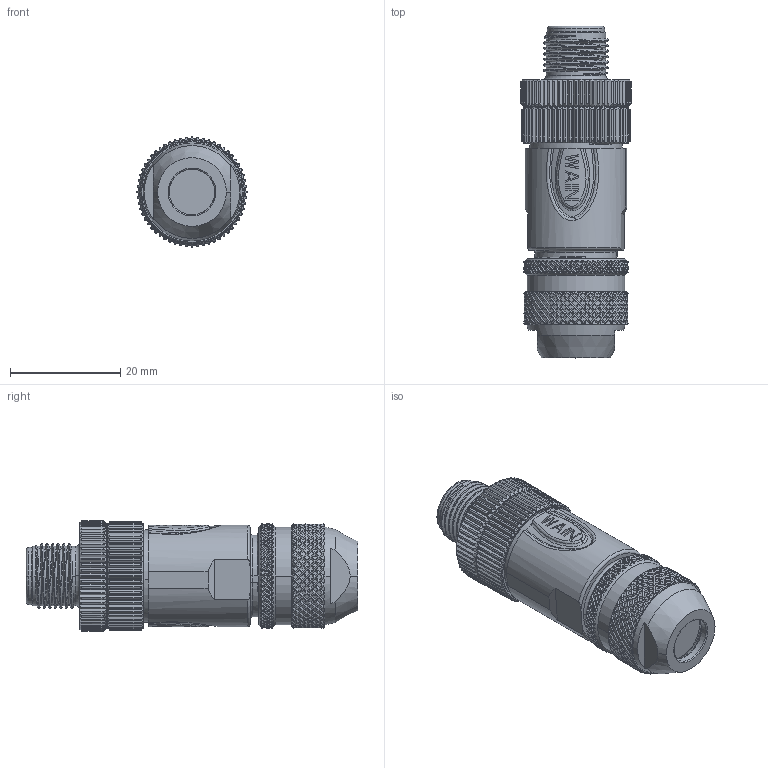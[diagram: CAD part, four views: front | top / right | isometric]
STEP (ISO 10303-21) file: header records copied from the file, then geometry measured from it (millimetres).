
FILE_DESCRIPTION((''),'2;1');
FILE_NAME('3D_1630084132001_M12-MST08A-T-D','2023-12-27T',('13531'),(''),'PRO/ENGINEER BY PARAMETRIC TECHNOLOGY CORPORATION, 2012480','PRO/ENGINEER BY PARAMETRIC TECHNOLOGY CORPORATION, 2012480','');
FILE_SCHEMA(('CONFIG_CONTROL_DESIGN'));
Products named in the file (1): 3D_1630084132001_M12-MST08A-T-D
Bounding box: 20 x 60.3 x 20 mm (x, y, z)
Volume: 11378.7 mm3; surface area: 8783.5 mm2
Topology: 1 solids, 11 shells, 5157 faces, 12064 edges, 6928 vertices
Faces by surface type: bspline 2920, cylinder 1141, plane 726, cone 302, torus 37, sphere 24, extrusion 7
Entity records: 243139 total; most frequent: CARTESIAN_POINT 147584, ORIENTED_EDGE 24082, DIRECTION 12403, EDGE_CURVE 12041, B_SPLINE_CURVE_WITH_KNOTS 7039, VERTEX_POINT 6928, EDGE_LOOP 5213, AXIS2_PLACEMENT_3D 5157
